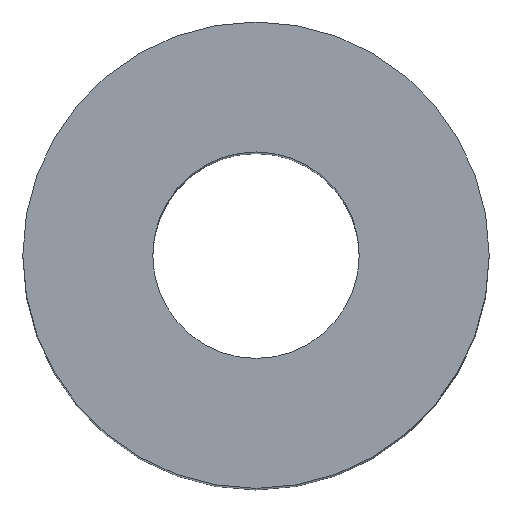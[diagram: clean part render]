
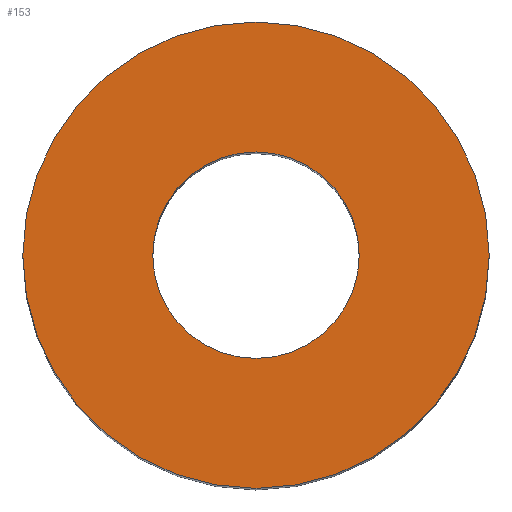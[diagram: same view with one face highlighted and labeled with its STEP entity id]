
A CAD part, top view. The second image highlights one B-rep face of the part: STEP entity #153.
In plain terms, the highlighted planar face has unit normal (0, 0, 1).
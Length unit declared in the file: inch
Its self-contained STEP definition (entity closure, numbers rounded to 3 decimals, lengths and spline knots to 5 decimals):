
#10 = DIRECTION ( 'NONE',  ( 1., 0., 0. ) ) ;
#15 = VERTEX_POINT ( 'NONE', #28 ) ;
#19 = VERTEX_POINT ( 'NONE', #45 ) ;
#22 = AXIS2_PLACEMENT_3D ( 'NONE', #66, #52, #100 ) ;
#24 = DIRECTION ( 'NONE',  ( 0., 0., 1. ) ) ;
#28 = CARTESIAN_POINT ( 'NONE',  ( 0.1875, 0., 0.375 ) ) ;
#37 = EDGE_CURVE ( 'NONE', #19, #84, #57, .T. ) ;
#45 = CARTESIAN_POINT ( 'NONE',  ( -0.083, 0., 0.375 ) ) ;
#49 = CARTESIAN_POINT ( 'NONE',  ( 0., 0., 0.375 ) ) ;
#52 = DIRECTION ( 'NONE',  ( 0., 0., 1. ) ) ;
#57 = CIRCLE ( 'NONE', #150, 0.083 ) ;
#66 = CARTESIAN_POINT ( 'NONE',  ( 0., 0., 0.375 ) ) ;
#70 = ORIENTED_EDGE ( 'NONE', *, *, #166, .T. ) ;
#82 = DIRECTION ( 'NONE',  ( 1., 0., 0. ) ) ;
#83 = DIRECTION ( 'NONE',  ( 0., 0., 1. ) ) ;
#84 = VERTEX_POINT ( 'NONE', #207 ) ;
#91 = EDGE_CURVE ( 'NONE', #187, #15, #222, .T. ) ;
#96 = ORIENTED_EDGE ( 'NONE', *, *, #91, .T. ) ;
#100 = DIRECTION ( 'NONE',  ( 1., 0., 0. ) ) ;
#108 = ORIENTED_EDGE ( 'NONE', *, *, #37, .F. ) ;
#117 = CIRCLE ( 'NONE', #152, 0.083 ) ;
#118 = DIRECTION ( 'NONE',  ( 1., 0., 0. ) ) ;
#120 = CARTESIAN_POINT ( 'NONE',  ( 0., 0., 0.375 ) ) ;
#123 = AXIS2_PLACEMENT_3D ( 'NONE', #120, #212, #10 ) ;
#139 = DIRECTION ( 'NONE',  ( 1., 0., 0. ) ) ;
#150 = AXIS2_PLACEMENT_3D ( 'NONE', #49, #24, #82 ) ;
#152 = AXIS2_PLACEMENT_3D ( 'NONE', #186, #185, #139 ) ;
#153 = ADVANCED_FACE ( 'NONE', ( #230, #167 ), #239, .T. ) ;
#165 = ORIENTED_EDGE ( 'NONE', *, *, #191, .F. ) ;
#166 = EDGE_CURVE ( 'NONE', #15, #187, #189, .T. ) ;
#167 = FACE_BOUND ( 'NONE', #210, .T. ) ;
#184 = EDGE_LOOP ( 'NONE', ( #96, #70 ) ) ;
#185 = DIRECTION ( 'NONE',  ( 0., 0., 1. ) ) ;
#186 = CARTESIAN_POINT ( 'NONE',  ( 0., 0., 0.375 ) ) ;
#187 = VERTEX_POINT ( 'NONE', #215 ) ;
#189 = CIRCLE ( 'NONE', #22, 0.1875 ) ;
#191 = EDGE_CURVE ( 'NONE', #84, #19, #117, .T. ) ;
#196 = CARTESIAN_POINT ( 'NONE',  ( 0., 0., 0.375 ) ) ;
#197 = AXIS2_PLACEMENT_3D ( 'NONE', #196, #83, #118 ) ;
#207 = CARTESIAN_POINT ( 'NONE',  ( 0.083, 0., 0.375 ) ) ;
#210 = EDGE_LOOP ( 'NONE', ( #108, #165 ) ) ;
#212 = DIRECTION ( 'NONE',  ( 0., 0., 1. ) ) ;
#215 = CARTESIAN_POINT ( 'NONE',  ( -0.1875, 0., 0.375 ) ) ;
#222 = CIRCLE ( 'NONE', #197, 0.1875 ) ;
#230 = FACE_OUTER_BOUND ( 'NONE', #184, .T. ) ;
#239 = PLANE ( 'NONE',  #123 ) ;
